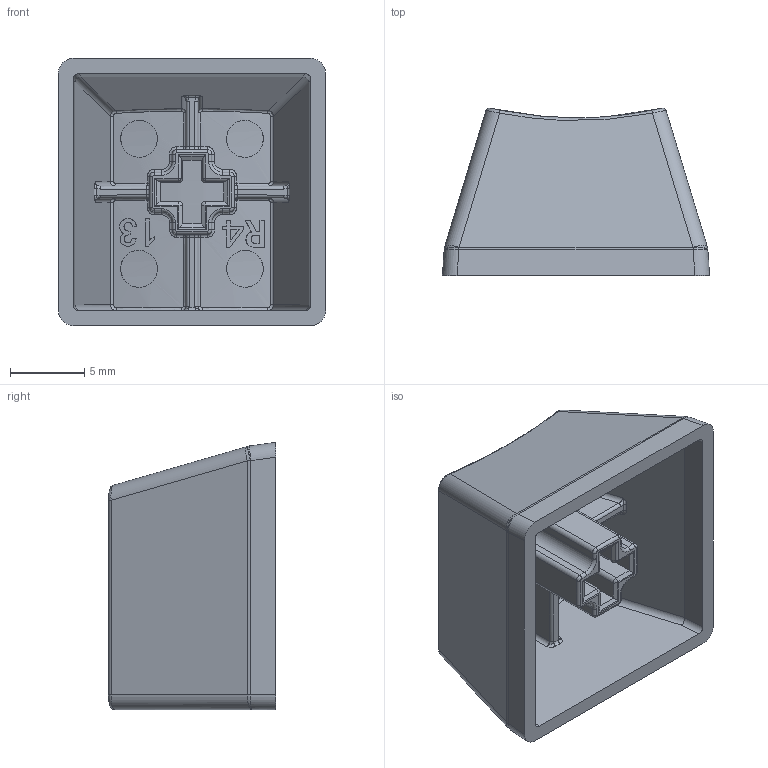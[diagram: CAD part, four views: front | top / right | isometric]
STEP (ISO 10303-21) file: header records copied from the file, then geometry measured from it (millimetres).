
FILE_DESCRIPTION(('FreeCAD Model'),'2;1');
FILE_NAME('Open CASCADE Shape Model','2023-02-12T17:57:44',(''),(''), 'Open CASCADE STEP processor 7.6','FreeCAD','Unknown');
FILE_SCHEMA(('AUTOMOTIVE_DESIGN { 1 0 10303 214 1 1 1 1 }'));
Length unit declared in the file: millimetre
Products named in the file (1): MX ���׼��ñ__��_��__��1__��
Bounding box: 18 x 11.25 x 18 mm (x, y, z)
Volume: 1037.1 mm3; surface area: 2023.4 mm2
Topology: 1 solids, 1 shells, 348 faces, 822 edges, 478 vertices
Faces by surface type: bspline 111, cylinder 108, plane 91, sphere 14, torus 10, revolution 10, cone 4
Entity records: 37286 total; most frequent: CARTESIAN_POINT 22853, DIRECTION 2075, ORIENTED_EDGE 1624, PCURVE 1624, DEFINITIONAL_REPRESENTATION 1624, LINE 1189, VECTOR 1189, B_SPLINE_CURVE_WITH_KNOTS 961
